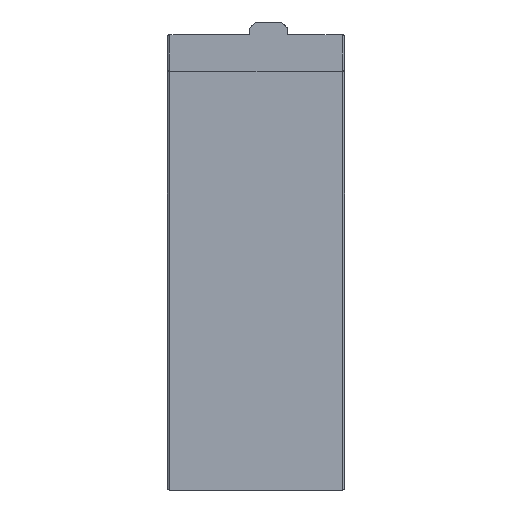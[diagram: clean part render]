
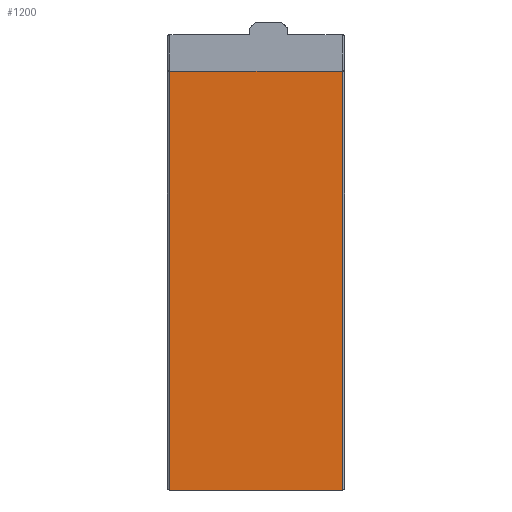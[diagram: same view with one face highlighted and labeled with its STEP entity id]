
A CAD part, left-side view. The second image highlights one B-rep face of the part: STEP entity #1200.
In plain terms, the highlighted planar face has unit normal (-1, 0, 0).
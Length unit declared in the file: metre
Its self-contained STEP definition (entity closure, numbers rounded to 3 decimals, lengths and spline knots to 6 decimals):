
#185=ORIENTED_EDGE('',*,*,#530,.F.);
#186=ORIENTED_EDGE('',*,*,#531,.T.);
#187=ORIENTED_EDGE('',*,*,#532,.F.);
#188=ORIENTED_EDGE('',*,*,#533,.T.);
#530=EDGE_CURVE('',#697,#698,#804,.T.);
#531=EDGE_CURVE('',#697,#699,#805,.F.);
#532=EDGE_CURVE('',#700,#699,#806,.T.);
#533=EDGE_CURVE('',#700,#698,#807,.F.);
#697=VERTEX_POINT('',#1923);
#698=VERTEX_POINT('',#1924);
#699=VERTEX_POINT('',#1926);
#700=VERTEX_POINT('',#1928);
#804=LINE('',#1922,#918);
#805=LINE('',#1925,#919);
#806=LINE('',#1927,#920);
#807=LINE('',#1929,#921);
#918=VECTOR('',#1517,1.);
#919=VECTOR('',#1518,1.);
#920=VECTOR('',#1519,1.);
#921=VECTOR('',#1520,1.);
#1004=EDGE_LOOP('',(#185,#186,#187,#188));
#1085=FACE_BOUND('',#1004,.T.);
#1164=PLANE('',#1301);
#1200=ADVANCED_FACE('',(#1085),#1164,.T.);
#1301=AXIS2_PLACEMENT_3D('',#1921,#1515,#1516);
#1515=DIRECTION('',(-1.,0.,0.));
#1516=DIRECTION('',(0.,0.,-1.));
#1517=DIRECTION('',(0.,1.,0.));
#1518=DIRECTION('',(0.,0.,-1.));
#1519=DIRECTION('',(0.,-1.,0.));
#1520=DIRECTION('',(0.,0.,1.));
#1921=CARTESIAN_POINT('',(-0.0225,0.00025,-0.0494));
#1922=CARTESIAN_POINT('',(-0.0225,0.00025,-0.0854));
#1923=CARTESIAN_POINT('',(-0.0225,-0.00555,-0.0854));
#1924=CARTESIAN_POINT('',(-0.0225,0.00805,-0.0854));
#1925=CARTESIAN_POINT('',(-0.0225,-0.00555,-0.0494));
#1926=CARTESIAN_POINT('',(-0.0225,-0.00555,-0.0523));
#1927=CARTESIAN_POINT('',(-0.0225,0.00125,-0.0523));
#1928=CARTESIAN_POINT('',(-0.0225,0.00805,-0.0523));
#1929=CARTESIAN_POINT('',(-0.0225,0.00805,-0.0494));
